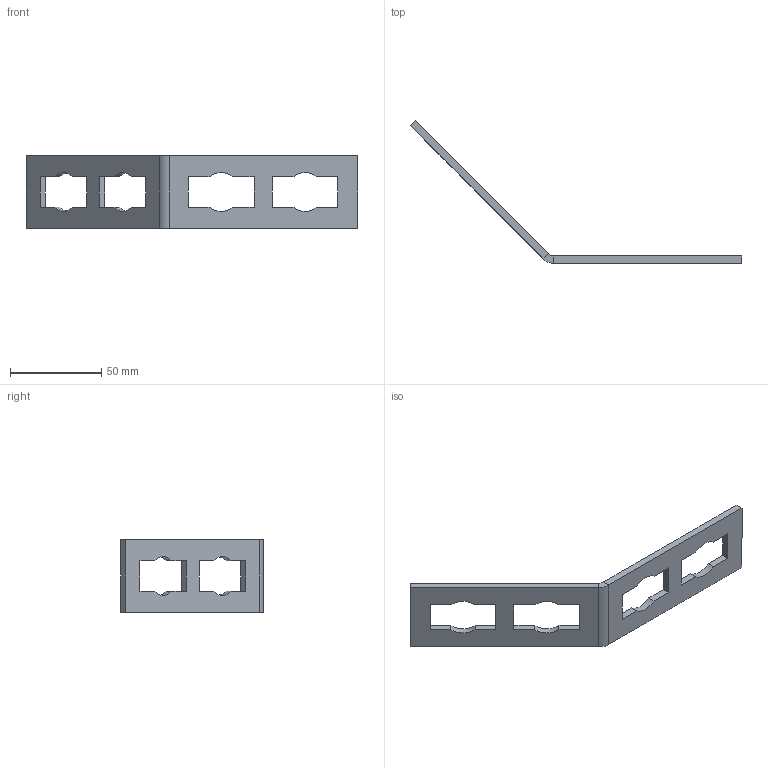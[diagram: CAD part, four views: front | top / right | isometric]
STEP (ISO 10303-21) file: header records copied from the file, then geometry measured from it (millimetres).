
FILE_DESCRIPTION((''),'2;1');
FILE_NAME('152323.stp','2013-04-10T14:42:26',('DMK009'),(''),'Autodesk Inventor 2012','Autodesk Inventor 2012','');
FILE_SCHEMA(('AUTOMOTIVE_DESIGN { 1 0 10303 214 1 1 1 1 }'));
Length unit declared in the file: millimetre
Products named in the file (1): 152323
Bounding box: 182.15 x 78.28 x 40 mm (x, y, z)
Volume: 23622.7 mm3; surface area: 15550.6 mm2
Topology: 1 solids, 1 shells, 152 faces, 412 edges, 272 vertices
Faces by surface type: plane 95, cylinder 55, bspline 2
Entity records: 4916 total; most frequent: CARTESIAN_POINT 935, DIRECTION 824, ORIENTED_EDGE 824, EDGE_CURVE 412, VECTOR 302, LINE 302, VERTEX_POINT 272, AXIS2_PLACEMENT_3D 261
